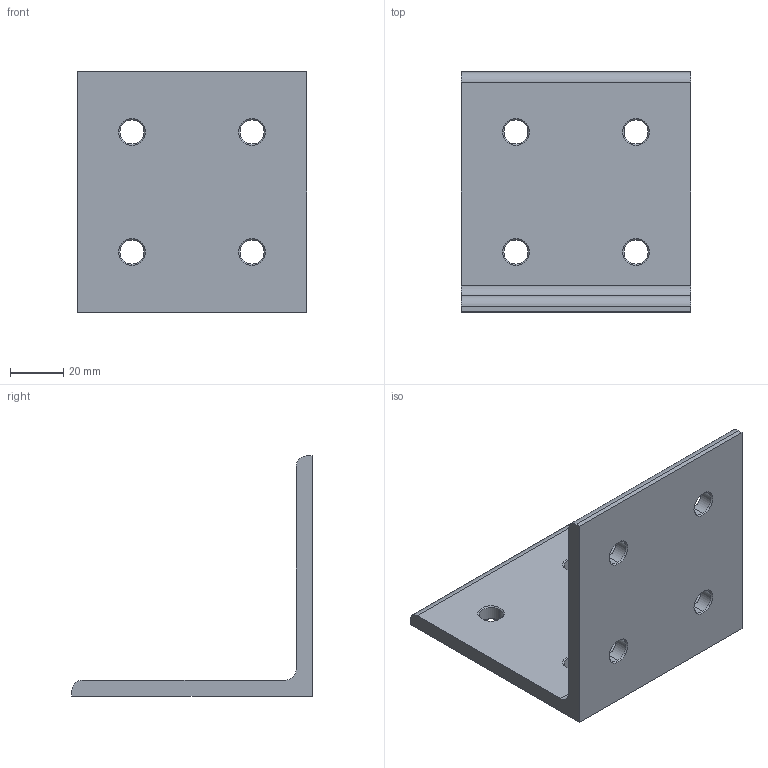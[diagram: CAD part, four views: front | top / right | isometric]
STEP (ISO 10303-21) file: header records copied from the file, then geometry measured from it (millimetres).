
FILE_DESCRIPTION (( 'STEP AP214' ), '1' );
FILE_NAME ('FIXE00H1375-Equerre de connexion V8 90x90.step', '2023-03-24T09:54:08', ( 'Altae' ), ( '' ), 'SwSTEP 2.0', 'SolidWorks 2021', '' );
FILE_SCHEMA (( 'AUTOMOTIVE_DESIGN' ));
Length unit declared in the file: millimetre
Products named in the file (1): FIXE00H1375-Equerre de connexion V8 90x90
Bounding box: 86 x 90 x 90 mm (x, y, z)
Volume: 86376.4 mm3; surface area: 32810.2 mm2
Topology: 1 solids, 1 shells, 59 faces, 139 edges, 82 vertices
Faces by surface type: cone 32, cylinder 19, plane 8
Entity records: 1753 total; most frequent: DIRECTION 329, CARTESIAN_POINT 281, ORIENTED_EDGE 278, EDGE_CURVE 139, AXIS2_PLACEMENT_3D 130, VERTEX_POINT 82, EDGE_LOOP 75, CIRCLE 70
